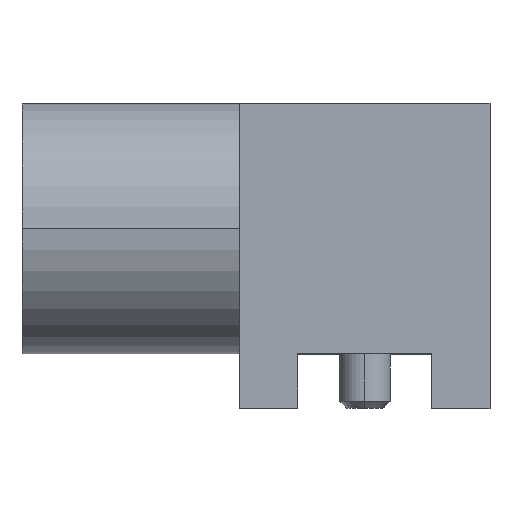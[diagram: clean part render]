
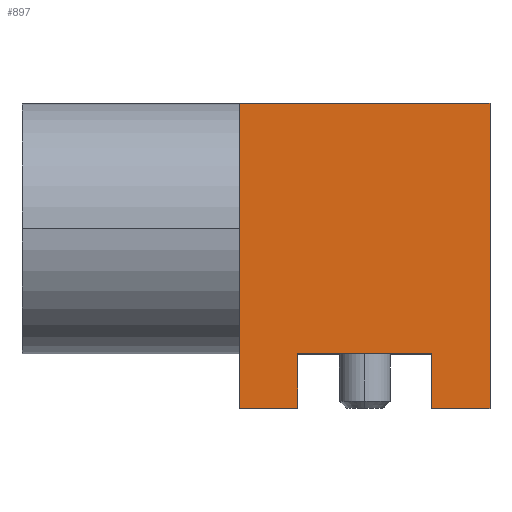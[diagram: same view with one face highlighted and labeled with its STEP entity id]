
A CAD part, top view. The second image highlights one B-rep face of the part: STEP entity #897.
In plain terms, the highlighted planar face has unit normal (0, 0, 1).
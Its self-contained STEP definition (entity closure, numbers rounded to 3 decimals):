
#13 = EDGE_CURVE ( 'NONE', #1295, #14, #1519, .T. ) ;
#14 = VERTEX_POINT ( 'NONE', #535 ) ;
#127 = CARTESIAN_POINT ( 'NONE',  ( 6.45, 1.725, 1.725 ) ) ;
#149 = CARTESIAN_POINT ( 'NONE',  ( 3., -1.725, 1.725 ) ) ;
#201 = ORIENTED_EDGE ( 'NONE', *, *, #845, .F. ) ;
#206 = LINE ( 'NONE', #1279, #768 ) ;
#233 = LINE ( 'NONE', #1317, #263 ) ;
#245 = VERTEX_POINT ( 'NONE', #1145 ) ;
#263 = VECTOR ( 'NONE', #498, 1000. ) ;
#273 = ORIENTED_EDGE ( 'NONE', *, *, #13, .T. ) ;
#287 = ORIENTED_EDGE ( 'NONE', *, *, #874, .F. ) ;
#342 = ORIENTED_EDGE ( 'NONE', *, *, #1430, .T. ) ;
#350 = LINE ( 'NONE', #511, #936 ) ;
#366 = CARTESIAN_POINT ( 'NONE',  ( 3., 1.725, 1.725 ) ) ;
#372 = EDGE_CURVE ( 'NONE', #403, #854, #889, .T. ) ;
#400 = EDGE_CURVE ( 'NONE', #14, #900, #1095, .T. ) ;
#403 = VERTEX_POINT ( 'NONE', #464 ) ;
#464 = CARTESIAN_POINT ( 'NONE',  ( 5.65, -2.475, 1.725 ) ) ;
#471 = PLANE ( 'NONE',  #1474 ) ;
#483 = VERTEX_POINT ( 'NONE', #568 ) ;
#484 = DIRECTION ( 'NONE',  ( 0., -1., 0. ) ) ;
#498 = DIRECTION ( 'NONE',  ( 1., 0., 0. ) ) ;
#509 = DIRECTION ( 'NONE',  ( 1., 0., 0. ) ) ;
#511 = CARTESIAN_POINT ( 'NONE',  ( 3.8, -2.475, 1.725 ) ) ;
#535 = CARTESIAN_POINT ( 'NONE',  ( 3., 0., 1.725 ) ) ;
#568 = CARTESIAN_POINT ( 'NONE',  ( 6.45, -2.475, 1.725 ) ) ;
#574 = VERTEX_POINT ( 'NONE', #712 ) ;
#576 = DIRECTION ( 'NONE',  ( 0., 1., 0. ) ) ;
#581 = VECTOR ( 'NONE', #484, 1000. ) ;
#588 = CARTESIAN_POINT ( 'NONE',  ( 3., 1.725, 1.725 ) ) ;
#605 = EDGE_LOOP ( 'NONE', ( #273, #1114, #287, #342, #1507, #1010, #201, #1090, #1521 ) ) ;
#607 = VECTOR ( 'NONE', #509, 1000. ) ;
#614 = LINE ( 'NONE', #127, #581 ) ;
#629 = EDGE_CURVE ( 'NONE', #1295, #245, #233, .T. ) ;
#712 = CARTESIAN_POINT ( 'NONE',  ( 3.8, -1.725, 1.725 ) ) ;
#716 = DIRECTION ( 'NONE',  ( 0., -1., 0. ) ) ;
#753 = CARTESIAN_POINT ( 'NONE',  ( 3.8, -2.475, 1.725 ) ) ;
#765 = CARTESIAN_POINT ( 'NONE',  ( 3., 1.725, 1.725 ) ) ;
#768 = VECTOR ( 'NONE', #1036, 1000. ) ;
#792 = VECTOR ( 'NONE', #1294, 1000. ) ;
#845 = EDGE_CURVE ( 'NONE', #483, #403, #206, .T. ) ;
#854 = VERTEX_POINT ( 'NONE', #1523 ) ;
#873 = DIRECTION ( 'NONE',  ( 0., -1., 0. ) ) ;
#874 = EDGE_CURVE ( 'NONE', #1218, #900, #1350, .T. ) ;
#889 = LINE ( 'NONE', #921, #1450 ) ;
#897 = ADVANCED_FACE ( 'NONE', ( #955 ), #471, .T. ) ;
#900 = VERTEX_POINT ( 'NONE', #939 ) ;
#921 = CARTESIAN_POINT ( 'NONE',  ( 5.65, -2.475, 1.725 ) ) ;
#936 = VECTOR ( 'NONE', #1332, 1000. ) ;
#939 = CARTESIAN_POINT ( 'NONE',  ( 3., -2.475, 1.725 ) ) ;
#955 = FACE_OUTER_BOUND ( 'NONE', #605, .T. ) ;
#964 = EDGE_CURVE ( 'NONE', #245, #483, #614, .T. ) ;
#1010 = ORIENTED_EDGE ( 'NONE', *, *, #372, .F. ) ;
#1032 = VECTOR ( 'NONE', #1286, 1000. ) ;
#1036 = DIRECTION ( 'NONE',  ( -1., 0., 0. ) ) ;
#1048 = CARTESIAN_POINT ( 'NONE',  ( 3., 1.725, 1.725 ) ) ;
#1090 = ORIENTED_EDGE ( 'NONE', *, *, #964, .F. ) ;
#1095 = LINE ( 'NONE', #1048, #792 ) ;
#1114 = ORIENTED_EDGE ( 'NONE', *, *, #400, .T. ) ;
#1145 = CARTESIAN_POINT ( 'NONE',  ( 6.45, 1.725, 1.725 ) ) ;
#1162 = EDGE_CURVE ( 'NONE', #574, #854, #1298, .T. ) ;
#1164 = CARTESIAN_POINT ( 'NONE',  ( 3., -2.475, 1.725 ) ) ;
#1193 = VECTOR ( 'NONE', #873, 1000. ) ;
#1218 = VERTEX_POINT ( 'NONE', #753 ) ;
#1279 = CARTESIAN_POINT ( 'NONE',  ( 6.45, -2.475, 1.725 ) ) ;
#1286 = DIRECTION ( 'NONE',  ( -1., 0., 0. ) ) ;
#1294 = DIRECTION ( 'NONE',  ( 0., -1., 0. ) ) ;
#1295 = VERTEX_POINT ( 'NONE', #366 ) ;
#1298 = LINE ( 'NONE', #149, #607 ) ;
#1317 = CARTESIAN_POINT ( 'NONE',  ( 3., 1.725, 1.725 ) ) ;
#1332 = DIRECTION ( 'NONE',  ( 0., 1., 0. ) ) ;
#1350 = LINE ( 'NONE', #1164, #1032 ) ;
#1412 = DIRECTION ( 'NONE',  ( 0., 0., 1. ) ) ;
#1430 = EDGE_CURVE ( 'NONE', #1218, #574, #350, .T. ) ;
#1450 = VECTOR ( 'NONE', #576, 1000. ) ;
#1474 = AXIS2_PLACEMENT_3D ( 'NONE', #588, #1412, #716 ) ;
#1507 = ORIENTED_EDGE ( 'NONE', *, *, #1162, .T. ) ;
#1519 = LINE ( 'NONE', #765, #1193 ) ;
#1521 = ORIENTED_EDGE ( 'NONE', *, *, #629, .F. ) ;
#1523 = CARTESIAN_POINT ( 'NONE',  ( 5.65, -1.725, 1.725 ) ) ;
